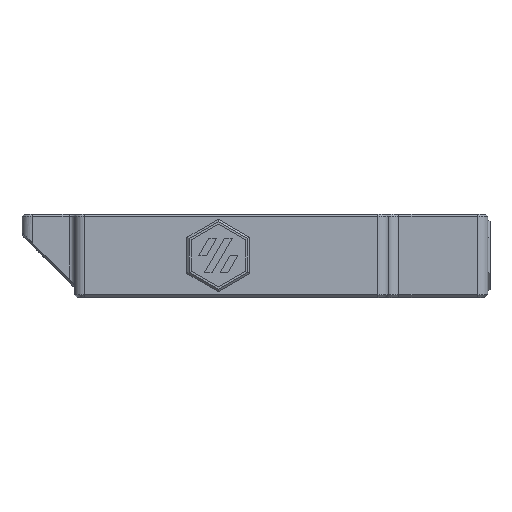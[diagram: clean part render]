
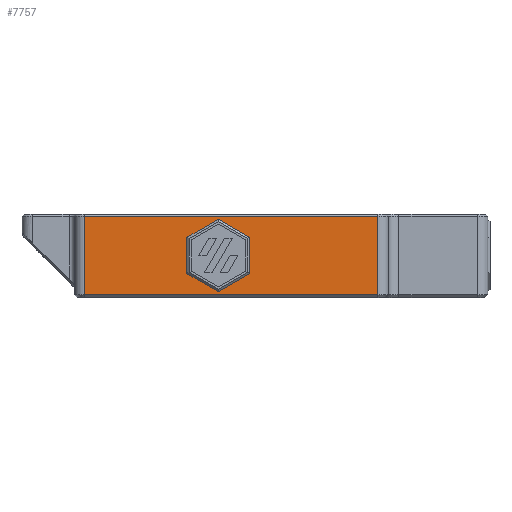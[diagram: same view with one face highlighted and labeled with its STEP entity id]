
A CAD part, front view. The second image highlights one B-rep face of the part: STEP entity #7757.
In plain terms, the highlighted planar face has unit normal (0, -1, 0).
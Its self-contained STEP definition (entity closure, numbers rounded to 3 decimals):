
#478=FACE_BOUND('',#1071,.T.);
#595=FACE_OUTER_BOUND('',#1070,.T.);
#1070=EDGE_LOOP('',(#5519,#5520,#5521,#5522));
#1071=EDGE_LOOP('',(#5523,#5524,#5525,#5526,#5527,#5528));
#1529=LINE('',#11057,#2403);
#1533=LINE('',#11064,#2407);
#1536=LINE('',#11070,#2410);
#1539=LINE('',#11076,#2413);
#1540=LINE('',#11079,#2414);
#1543=LINE('',#11084,#2417);
#1729=LINE('',#11474,#2603);
#1730=LINE('',#11476,#2604);
#1731=LINE('',#11478,#2605);
#1732=LINE('',#11479,#2606);
#2403=VECTOR('',#8888,10.);
#2407=VECTOR('',#8894,10.);
#2410=VECTOR('',#8899,10.);
#2413=VECTOR('',#8904,10.);
#2414=VECTOR('',#8907,10.);
#2417=VECTOR('',#8912,10.);
#2603=VECTOR('',#9250,10.);
#2604=VECTOR('',#9251,10.);
#2605=VECTOR('',#9252,10.);
#2606=VECTOR('',#9253,10.);
#3259=VERTEX_POINT('',#11054);
#3260=VERTEX_POINT('',#11056);
#3262=VERTEX_POINT('',#11062);
#3264=VERTEX_POINT('',#11068);
#3266=VERTEX_POINT('',#11074);
#3267=VERTEX_POINT('',#11078);
#3395=VERTEX_POINT('',#11472);
#3396=VERTEX_POINT('',#11473);
#3397=VERTEX_POINT('',#11475);
#3398=VERTEX_POINT('',#11477);
#3977=EDGE_CURVE('',#3260,#3259,#1529,.T.);
#3981=EDGE_CURVE('',#3259,#3262,#1533,.T.);
#3984=EDGE_CURVE('',#3262,#3264,#1536,.T.);
#3987=EDGE_CURVE('',#3264,#3266,#1539,.T.);
#3988=EDGE_CURVE('',#3266,#3267,#1540,.T.);
#3991=EDGE_CURVE('',#3267,#3260,#1543,.T.);
#4179=EDGE_CURVE('',#3395,#3396,#1729,.T.);
#4180=EDGE_CURVE('',#3397,#3395,#1730,.T.);
#4181=EDGE_CURVE('',#3398,#3397,#1731,.T.);
#4182=EDGE_CURVE('',#3398,#3396,#1732,.T.);
#5519=ORIENTED_EDGE('',*,*,#4179,.F.);
#5520=ORIENTED_EDGE('',*,*,#4180,.F.);
#5521=ORIENTED_EDGE('',*,*,#4181,.F.);
#5522=ORIENTED_EDGE('',*,*,#4182,.T.);
#5523=ORIENTED_EDGE('',*,*,#3984,.T.);
#5524=ORIENTED_EDGE('',*,*,#3987,.T.);
#5525=ORIENTED_EDGE('',*,*,#3988,.T.);
#5526=ORIENTED_EDGE('',*,*,#3991,.T.);
#5527=ORIENTED_EDGE('',*,*,#3977,.T.);
#5528=ORIENTED_EDGE('',*,*,#3981,.T.);
#7465=PLANE('',#8241);
#7757=ADVANCED_FACE('',(#595,#478),#7465,.T.);
#8241=AXIS2_PLACEMENT_3D('',#11471,#9248,#9249);
#8888=DIRECTION('',(-0.866,0.,-0.5));
#8894=DIRECTION('',(-0.866,0.,0.5));
#8899=DIRECTION('',(0.,0.,1.));
#8904=DIRECTION('',(0.866,0.,0.5));
#8907=DIRECTION('',(0.866,0.,-0.5));
#8912=DIRECTION('',(0.,0.,-1.));
#9248=DIRECTION('center_axis',(0.,-1.,0.));
#9249=DIRECTION('ref_axis',(1.,0.,0.));
#9250=DIRECTION('',(1.,0.,0.));
#9251=DIRECTION('',(0.,0.,1.));
#9252=DIRECTION('',(-1.,0.,0.));
#9253=DIRECTION('',(0.,0.,1.));
#11054=CARTESIAN_POINT('',(27.5,0.,1.176));
#11056=CARTESIAN_POINT('',(33.496,0.,4.638));
#11057=CARTESIAN_POINT('',(17.683,0.,-4.492));
#11062=CARTESIAN_POINT('',(21.504,0.,4.638));
#11064=CARTESIAN_POINT('',(15.194,0.,8.281));
#11068=CARTESIAN_POINT('',(21.504,0.,11.562));
#11070=CARTESIAN_POINT('',(21.504,0.,5.781));
#11074=CARTESIAN_POINT('',(27.5,0.,15.024));
#11076=CARTESIAN_POINT('',(14.685,0.,7.625));
#11078=CARTESIAN_POINT('',(33.496,0.,11.562));
#11079=CARTESIAN_POINT('',(24.188,0.,16.936));
#11084=CARTESIAN_POINT('',(33.496,0.,2.319));
#11471=CARTESIAN_POINT('Origin',(2.,0.,0.));
#11472=CARTESIAN_POINT('',(2.,0.,15.6));
#11473=CARTESIAN_POINT('',(58.,0.,15.6));
#11474=CARTESIAN_POINT('',(18.25,0.,15.6));
#11475=CARTESIAN_POINT('',(2.,0.,0.6));
#11476=CARTESIAN_POINT('',(2.,0.,0.));
#11477=CARTESIAN_POINT('',(58.,0.,0.6));
#11478=CARTESIAN_POINT('',(18.25,0.,0.6));
#11479=CARTESIAN_POINT('',(58.,0.,0.));
